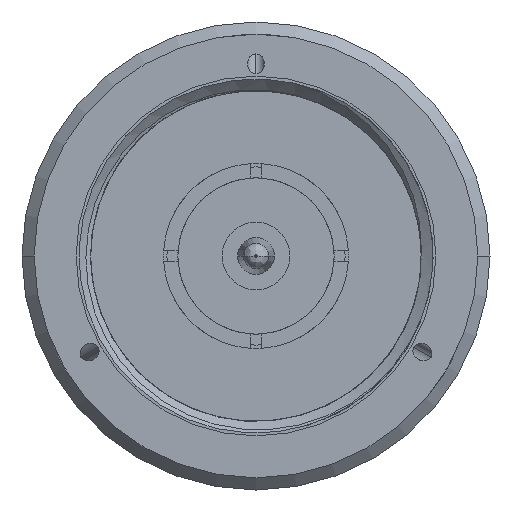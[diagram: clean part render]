
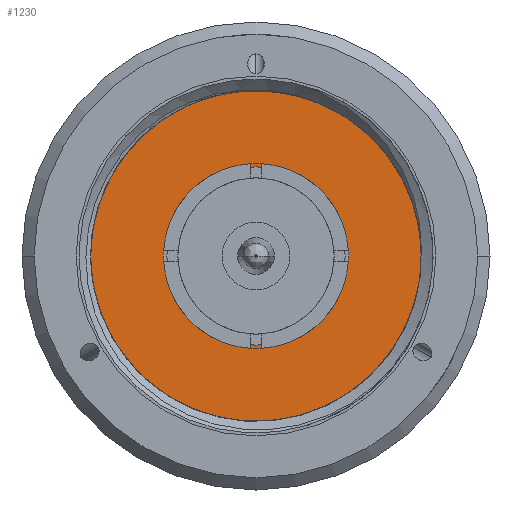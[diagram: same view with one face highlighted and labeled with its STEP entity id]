
A CAD part, left-side view. The second image highlights one B-rep face of the part: STEP entity #1230.
In plain terms, the highlighted planar face has unit normal (-1, 0, 0).
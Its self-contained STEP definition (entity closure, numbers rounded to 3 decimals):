
#1153=CARTESIAN_POINT('',(-1.5,0.,0.));
#1154=DIRECTION('',(-1.,0.,0.));
#1155=DIRECTION('',(0.,1.,0.));
#1156=AXIS2_PLACEMENT_3D('',#1153,#1154,#1155);
#1158=CARTESIAN_POINT('',(-1.5,0.,0.));
#1159=DIRECTION('',(1.,0.,0.));
#1160=DIRECTION('',(0.,1.,0.));
#1161=AXIS2_PLACEMENT_3D('',#1158,#1159,#1160);
#1163=CARTESIAN_POINT('',(-1.5,0.,0.));
#1164=DIRECTION('',(-1.,0.,0.));
#1165=DIRECTION('',(0.,-1.,0.));
#1166=AXIS2_PLACEMENT_3D('',#1163,#1164,#1165);
#1168=CARTESIAN_POINT('',(-1.5,0.,0.));
#1169=DIRECTION('',(-1.,0.,0.));
#1170=DIRECTION('',(0.,1.,0.));
#1171=AXIS2_PLACEMENT_3D('',#1168,#1169,#1170);
#1174=CARTESIAN_POINT('',(-1.5,7.8,0.));
#1176=VERTEX_POINT('',#1174);
#1178=CARTESIAN_POINT('',(-1.5,-7.8,0.));
#1180=VERTEX_POINT('',#1178);
#1181=CARTESIAN_POINT('',(-1.5,4.,0.));
#1182=CARTESIAN_POINT('',(-1.5,-4.,0.));
#1183=VERTEX_POINT('',#1181);
#1184=VERTEX_POINT('',#1182);
#1215=CARTESIAN_POINT('',(-1.5,0.,0.));
#1216=DIRECTION('',(-1.,0.,0.));
#1217=DIRECTION('',(0.,1.,0.));
#1218=AXIS2_PLACEMENT_3D('',#1215,#1216,#1217);
#1219=PLANE('',#1218);
#1220=ORIENTED_EDGE('',*,*,#1192,.F.);
#1221=ORIENTED_EDGE('',*,*,#1210,.T.);
#1222=EDGE_LOOP('',(#1220,#1221));
#1223=FACE_OUTER_BOUND('',#1222,.F.);
#1225=ORIENTED_EDGE('',*,*,#1224,.T.);
#1227=ORIENTED_EDGE('',*,*,#1226,.T.);
#1228=EDGE_LOOP('',(#1225,#1227));
#1229=FACE_BOUND('',#1228,.F.);
#1157=CIRCLE('',#1156,7.8);
#1162=CIRCLE('',#1161,7.8);
#1167=CIRCLE('',#1166,4.);
#1172=CIRCLE('',#1171,4.);
#1192=EDGE_CURVE('',#1176,#1180,#1157,.T.);
#1210=EDGE_CURVE('',#1176,#1180,#1162,.T.);
#1224=EDGE_CURVE('',#1184,#1183,#1167,.T.);
#1226=EDGE_CURVE('',#1183,#1184,#1172,.T.);
#1230=ADVANCED_FACE('',(#1223,#1229),#1219,.T.);
